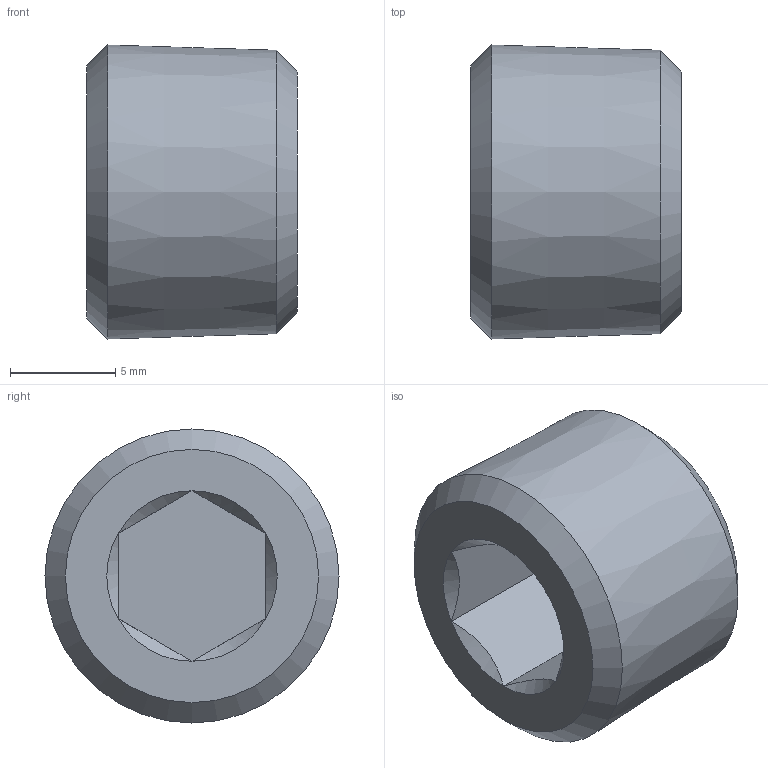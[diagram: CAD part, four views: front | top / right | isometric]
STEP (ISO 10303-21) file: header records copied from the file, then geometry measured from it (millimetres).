
FILE_DESCRIPTION(/* description */ (''),/* implementation_level */ '2;1');
FILE_NAME(/* name */ 'vs_m14_k_ms.stp',/* time_stamp */ '2017-10-10T13:36:38+02:00',/* author */ ('Hamoud'),/* organization */ (''),/* preprocessor_version */ 'ST-DEVELOPER v15.6',/* originating_system */ 'Autodesk Inventor LT ',/* authorisation */ '');
FILE_SCHEMA (('AUTOMOTIVE_DESIGN { 1 0 10303 214 3 1 1 }'));
Length unit declared in the file: millimetre
Products named in the file (1): vs_m14_k_ms
Bounding box: 10 x 13.94 x 13.94 mm (x, y, z)
Volume: 1118.4 mm3; surface area: 859.1 mm2
Topology: 1 solids, 1 shells, 20 faces, 34 edges, 18 vertices
Faces by surface type: plane 10, cone 9, cylinder 1
Full cylindrical faces by diameter (mm): 8.2 x1
Entity records: 463 total; most frequent: CARTESIAN_POINT 81, DIRECTION 78, ORIENTED_EDGE 60, AXIS2_PLACEMENT_3D 33, EDGE_CURVE 30, EDGE_LOOP 26, FACE_OUTER_BOUND 20, ADVANCED_FACE 20
